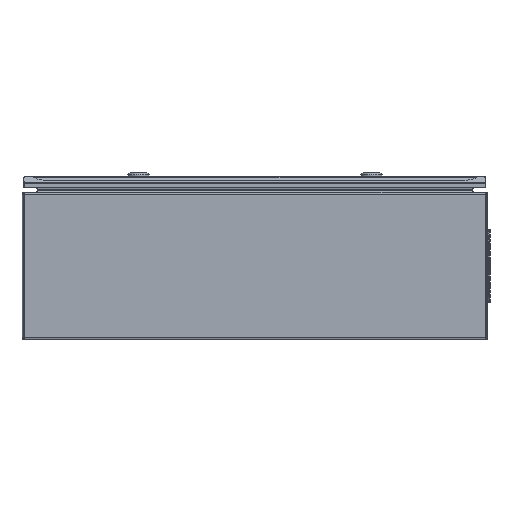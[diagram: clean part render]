
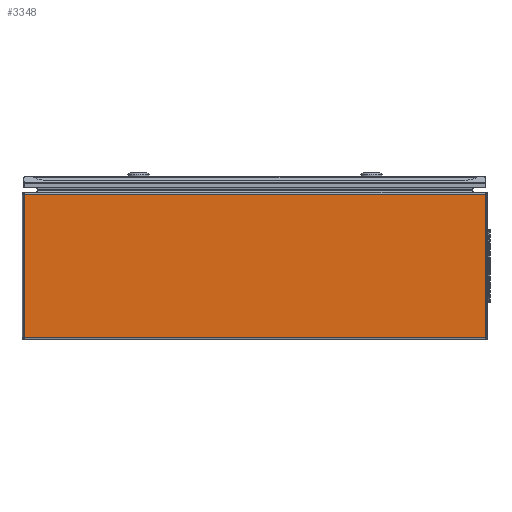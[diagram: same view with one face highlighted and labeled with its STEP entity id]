
A CAD part, left-side view. The second image highlights one B-rep face of the part: STEP entity #3348.
In plain terms, the highlighted planar face has unit normal (-1, 0, 0).
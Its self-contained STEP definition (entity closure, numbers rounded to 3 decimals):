
#1225 = EDGE_LOOP ( 'NONE', ( #22285, #22316, #22250, #22283 ) ) ;
#3348 = ADVANCED_FACE ( 'NONE', ( #24743 ), #17157, .F. ) ;
#11403 = AXIS2_PLACEMENT_3D ( 'NONE', #17388, #17488, #17490 ) ;
#13338 = EDGE_CURVE ( 'NONE', #20083, #20089, #16486, .T. ) ;
#13358 = EDGE_CURVE ( 'NONE', #21133, #20083, #16528, .T. ) ;
#13371 = EDGE_CURVE ( 'NONE', #19996, #21133, #16517, .T. ) ;
#13390 = EDGE_CURVE ( 'NONE', #20089, #19996, #16603, .T. ) ;
#16467 = VECTOR ( 'NONE', #18365, 1000. ) ;
#16486 = LINE ( 'NONE', #18357, #16467 ) ;
#16517 = LINE ( 'NONE', #18488, #16552 ) ;
#16528 = LINE ( 'NONE', #18399, #16565 ) ;
#16552 = VECTOR ( 'NONE', #18471, 1000. ) ;
#16565 = VECTOR ( 'NONE', #18439, 1000. ) ;
#16596 = VECTOR ( 'NONE', #18526, 1000. ) ;
#16603 = LINE ( 'NONE', #18513, #16596 ) ;
#17157 = PLANE ( 'NONE',  #11403 ) ;
#17388 = CARTESIAN_POINT ( 'NONE',  ( -200., -300., 207. ) ) ;
#17488 = DIRECTION ( 'NONE',  ( 1., 0., 0. ) ) ;
#17490 = DIRECTION ( 'NONE',  ( 0., 0., -1. ) ) ;
#18357 = CARTESIAN_POINT ( 'NONE',  ( -200., -297.6, 207. ) ) ;
#18365 = DIRECTION ( 'NONE',  ( 0., 0., 1. ) ) ;
#18399 = CARTESIAN_POINT ( 'NONE',  ( -200., -300., 2.4 ) ) ;
#18439 = DIRECTION ( 'NONE',  ( 0., -1., 0. ) ) ;
#18471 = DIRECTION ( 'NONE',  ( 0., 0., -1. ) ) ;
#18488 = CARTESIAN_POINT ( 'NONE',  ( -200., 297.6, 207. ) ) ;
#18513 = CARTESIAN_POINT ( 'NONE',  ( -200., -300., 187.6 ) ) ;
#18526 = DIRECTION ( 'NONE',  ( 0., 1., 0. ) ) ;
#19996 = VERTEX_POINT ( 'NONE', #25604 ) ;
#20083 = VERTEX_POINT ( 'NONE', #27703 ) ;
#20089 = VERTEX_POINT ( 'NONE', #27724 ) ;
#21133 = VERTEX_POINT ( 'NONE', #27666 ) ;
#22250 = ORIENTED_EDGE ( 'NONE', *, *, #13371, .T. ) ;
#22283 = ORIENTED_EDGE ( 'NONE', *, *, #13358, .T. ) ;
#22285 = ORIENTED_EDGE ( 'NONE', *, *, #13338, .T. ) ;
#22316 = ORIENTED_EDGE ( 'NONE', *, *, #13390, .T. ) ;
#24743 = FACE_OUTER_BOUND ( 'NONE', #1225, .T. ) ;
#25604 = CARTESIAN_POINT ( 'NONE',  ( -200., 297.6, 187.6 ) ) ;
#27666 = CARTESIAN_POINT ( 'NONE',  ( -200., 297.6, 2.4 ) ) ;
#27703 = CARTESIAN_POINT ( 'NONE',  ( -200., -297.6, 2.4 ) ) ;
#27724 = CARTESIAN_POINT ( 'NONE',  ( -200., -297.6, 187.6 ) ) ;
